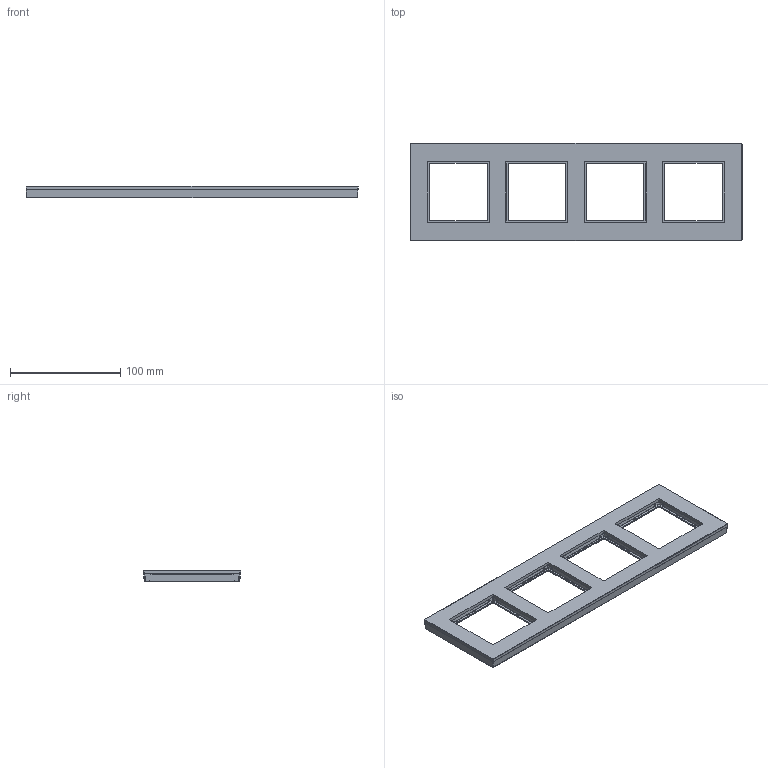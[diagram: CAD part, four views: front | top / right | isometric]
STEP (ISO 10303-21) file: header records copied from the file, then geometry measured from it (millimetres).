
FILE_DESCRIPTION((''),'2;1');
FILE_NAME('WAD8400ALH_ASM','2025-02-24T10:07:10',('andolfs'),(''),'CREO PARAMETRIC BY PTC INC, 2023154','CREO PARAMETRIC BY PTC INC, 2023154','');
FILE_SCHEMA(('CONFIG_CONTROL_DESIGN','SHAPE_APPEARANCE_LAYERS_GROUPS'));
Products named in the file (7): W4G0246_18; W1A2215_BG; W1A2470_DC; 9204676000_KLEBEPAD; 9204677000_KLEBEPAD; W2A0613_00_ASM; WAD8400ALH_ASM
Assembly tree (8 placements, depth 3):
  WAD8400ALH_ASM
    W4G0246_18
    W2A0613_00_ASM
      W1A2215_BG
      W1A2470_DC
      9204676000_KLEBEPAD
      9204677000_KLEBEPAD  x3
Bounding box: 301 x 88 x 10 mm (x, y, z)
Volume: 78496.6 mm3; surface area: 93519.9 mm2
Topology: 6 solids, 6 shells, 2768 faces, 7260 edges, 4616 vertices
Faces by surface type: plane 962, extrusion 806, cylinder 408, bspline 284, cone 116, torus 112, sphere 64, revolution 16
Entity records: 159355 total; most frequent: CARTESIAN_POINT 53777, ORIENTED_EDGE 14328, PRESENTATION_STYLE_ASSIGNMENT 10588, STYLED_ITEM 10588, DIRECTION 10300, CURVE_STYLE 7890, EDGE_CURVE 7164, VERTEX_POINT 4552
